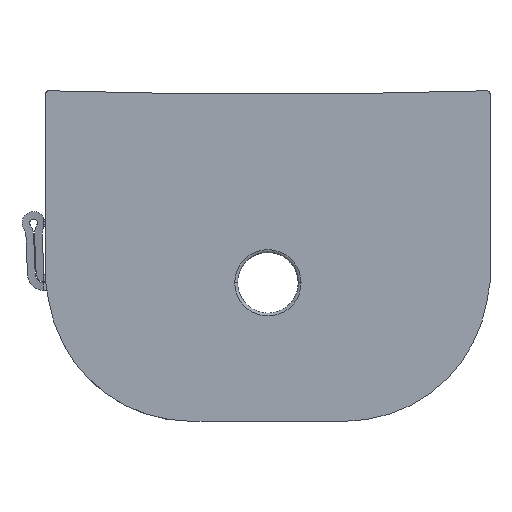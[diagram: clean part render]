
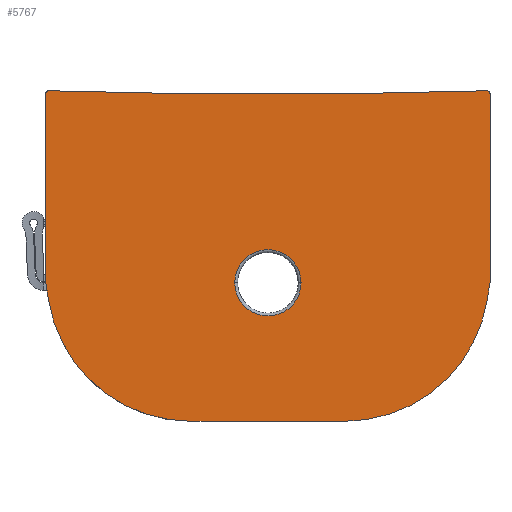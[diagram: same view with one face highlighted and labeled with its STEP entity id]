
A CAD part, left-side view. The second image highlights one B-rep face of the part: STEP entity #5767.
In plain terms, the highlighted planar face has unit normal (-1, 0, 0).
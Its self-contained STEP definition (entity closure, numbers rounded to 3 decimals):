
#1553=AXIS2_PLACEMENT_3D('Circle Axis2P3D',#1551,#1552,$) ;
#1591=AXIS2_PLACEMENT_3D('Circle Axis2P3D',#1589,#1590,$) ;
#2265=AXIS2_PLACEMENT_3D('Circle Axis2P3D',#2263,#2264,$) ;
#2453=AXIS2_PLACEMENT_3D('Circle Axis2P3D',#2451,#2452,$) ;
#2520=AXIS2_PLACEMENT_3D('Circle Axis2P3D',#2518,#2519,$) ;
#2568=AXIS2_PLACEMENT_3D('Circle Axis2P3D',#2566,#2567,$) ;
#2633=AXIS2_PLACEMENT_3D('Circle Axis2P3D',#2631,#2632,$) ;
#5749=AXIS2_PLACEMENT_3D('Plane Axis2P3D',#5746,#5747,#5748) ;
#1548=CARTESIAN_POINT('Vertex',(0.,19.65,14.4)) ;
#1551=CARTESIAN_POINT('Axis2P3D Location',(0.,23.1,14.4)) ;
#1555=CARTESIAN_POINT('Vertex',(0.,26.55,14.4)) ;
#1589=CARTESIAN_POINT('Axis2P3D Location',(0.,23.1,14.4)) ;
#2260=CARTESIAN_POINT('Vertex',(0.,45.89,34.371)) ;
#2263=CARTESIAN_POINT('Axis2P3D Location',(0.,23.1,734.)) ;
#2267=CARTESIAN_POINT('Vertex',(0.,0.31,34.371)) ;
#2448=CARTESIAN_POINT('Vertex',(0.,46.2,34.071)) ;
#2451=CARTESIAN_POINT('Axis2P3D Location',(0.,45.9,34.071)) ;
#2467=CARTESIAN_POINT('Vertex',(0.,46.2,14.4)) ;
#2470=CARTESIAN_POINT('Line Origine',(0.,46.2,24.236)) ;
#2491=CARTESIAN_POINT('Vertex',(0.,45.905,12.588)) ;
#2494=CARTESIAN_POINT('Line Origine',(0.,46.052,13.494)) ;
#2515=CARTESIAN_POINT('Vertex',(0.,31.1,0.)) ;
#2518=CARTESIAN_POINT('Axis2P3D Location',(0.,31.1,15.)) ;
#2539=CARTESIAN_POINT('Vertex',(0.,15.1,0.)) ;
#2542=CARTESIAN_POINT('Line Origine',(0.,23.1,0.)) ;
#2563=CARTESIAN_POINT('Vertex',(0.,0.295,12.588)) ;
#2566=CARTESIAN_POINT('Axis2P3D Location',(0.,15.1,15.)) ;
#2587=CARTESIAN_POINT('Vertex',(0.,0.,14.4)) ;
#2590=CARTESIAN_POINT('Line Origine',(0.,0.148,13.494)) ;
#2611=CARTESIAN_POINT('Vertex',(0.,0.,34.071)) ;
#2614=CARTESIAN_POINT('Line Origine',(0.,0.,24.236)) ;
#2631=CARTESIAN_POINT('Axis2P3D Location',(0.,0.3,34.071)) ;
#5746=CARTESIAN_POINT('Axis2P3D Location',(0.,23.1,18.5)) ;
#1552=DIRECTION('Axis2P3D Direction',(-1.,0.,0.)) ;
#1590=DIRECTION('Axis2P3D Direction',(-1.,0.,0.)) ;
#2264=DIRECTION('Axis2P3D Direction',(-1.,0.,0.)) ;
#2452=DIRECTION('Axis2P3D Direction',(-1.,0.,0.)) ;
#2471=DIRECTION('Vector Direction',(0.,0.,1.)) ;
#2495=DIRECTION('Vector Direction',(0.,0.161,0.987)) ;
#2519=DIRECTION('Axis2P3D Direction',(-1.,0.,0.)) ;
#2543=DIRECTION('Vector Direction',(0.,1.,0.)) ;
#2567=DIRECTION('Axis2P3D Direction',(-1.,0.,0.)) ;
#2591=DIRECTION('Vector Direction',(0.,0.161,-0.987)) ;
#2615=DIRECTION('Vector Direction',(0.,0.,1.)) ;
#2632=DIRECTION('Axis2P3D Direction',(-1.,0.,0.)) ;
#5747=DIRECTION('Axis2P3D Direction',(-1.,0.,0.)) ;
#5748=DIRECTION('Axis2P3D XDirection',(0.,-1.,0.)) ;
#2472=VECTOR('Line Direction',#2471,1.) ;
#2496=VECTOR('Line Direction',#2495,1.) ;
#2544=VECTOR('Line Direction',#2543,1.) ;
#2592=VECTOR('Line Direction',#2591,1.) ;
#2616=VECTOR('Line Direction',#2615,1.) ;
#5752=ORIENTED_EDGE('',*,*,#2570,.T.) ;
#5753=ORIENTED_EDGE('',*,*,#2594,.T.) ;
#5754=ORIENTED_EDGE('',*,*,#2618,.T.) ;
#5755=ORIENTED_EDGE('',*,*,#2635,.T.) ;
#5756=ORIENTED_EDGE('',*,*,#2269,.T.) ;
#5757=ORIENTED_EDGE('',*,*,#2455,.T.) ;
#5758=ORIENTED_EDGE('',*,*,#2474,.T.) ;
#5759=ORIENTED_EDGE('',*,*,#2498,.T.) ;
#5760=ORIENTED_EDGE('',*,*,#2522,.T.) ;
#5761=ORIENTED_EDGE('',*,*,#2546,.T.) ;
#5764=ORIENTED_EDGE('',*,*,#1557,.F.) ;
#5765=ORIENTED_EDGE('',*,*,#1593,.F.) ;
#5766=FACE_BOUND('',#5763,.T.) ;
#5767=ADVANCED_FACE('Hauptk\X2\00F6\X0\rper',(#5762,#5766),#5750,.T.) ;
#1554=CIRCLE('generated circle',#1553,3.45) ;
#1592=CIRCLE('generated circle',#1591,3.45) ;
#2266=CIRCLE('generated circle',#2265,700.) ;
#2454=CIRCLE('generated circle',#2453,0.3) ;
#2521=CIRCLE('generated circle',#2520,15.) ;
#2569=CIRCLE('generated circle',#2568,15.) ;
#2634=CIRCLE('generated circle',#2633,0.3) ;
#1557=EDGE_CURVE('',#1549,#1556,#1554,.T.) ;
#1593=EDGE_CURVE('',#1556,#1549,#1592,.T.) ;
#2269=EDGE_CURVE('',#2268,#2261,#2266,.F.) ;
#2455=EDGE_CURVE('',#2261,#2449,#2454,.T.) ;
#2474=EDGE_CURVE('',#2449,#2468,#2473,.F.) ;
#2498=EDGE_CURVE('',#2468,#2492,#2497,.F.) ;
#2522=EDGE_CURVE('',#2492,#2516,#2521,.T.) ;
#2546=EDGE_CURVE('',#2516,#2540,#2545,.F.) ;
#2570=EDGE_CURVE('',#2540,#2564,#2569,.T.) ;
#2594=EDGE_CURVE('',#2564,#2588,#2593,.F.) ;
#2618=EDGE_CURVE('',#2588,#2612,#2617,.T.) ;
#2635=EDGE_CURVE('',#2612,#2268,#2634,.T.) ;
#5751=EDGE_LOOP('',(#5752,#5753,#5754,#5755,#5756,#5757,#5758,#5759,#5760,#5761)) ;
#5763=EDGE_LOOP('',(#5764,#5765)) ;
#5762=FACE_OUTER_BOUND('',#5751,.T.) ;
#2473=LINE('Line',#2470,#2472) ;
#2497=LINE('Line',#2494,#2496) ;
#2545=LINE('Line',#2542,#2544) ;
#2593=LINE('Line',#2590,#2592) ;
#2617=LINE('Line',#2614,#2616) ;
#5750=PLANE('',#5749) ;
#1549=VERTEX_POINT('',#1548) ;
#1556=VERTEX_POINT('',#1555) ;
#2261=VERTEX_POINT('',#2260) ;
#2268=VERTEX_POINT('',#2267) ;
#2449=VERTEX_POINT('',#2448) ;
#2468=VERTEX_POINT('',#2467) ;
#2492=VERTEX_POINT('',#2491) ;
#2516=VERTEX_POINT('',#2515) ;
#2540=VERTEX_POINT('',#2539) ;
#2564=VERTEX_POINT('',#2563) ;
#2588=VERTEX_POINT('',#2587) ;
#2612=VERTEX_POINT('',#2611) ;
